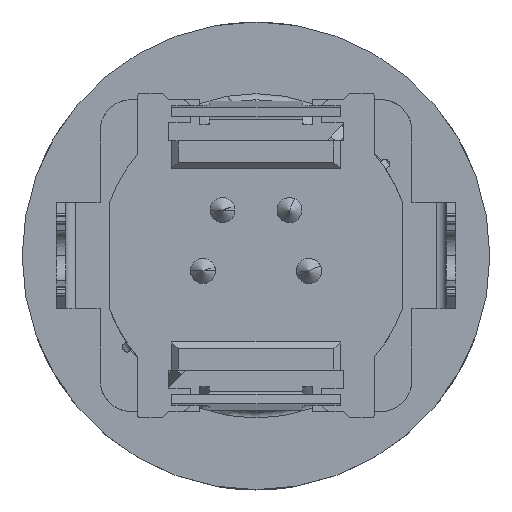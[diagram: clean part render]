
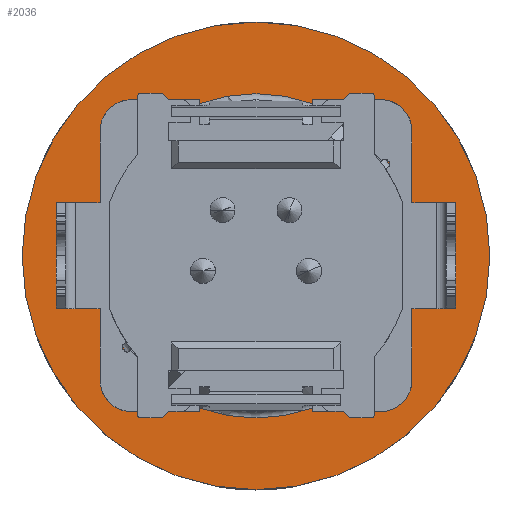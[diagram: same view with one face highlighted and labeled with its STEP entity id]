
A CAD part, top view. The second image highlights one B-rep face of the part: STEP entity #2036.
In plain terms, the highlighted planar face has unit normal (0, 0, 1).
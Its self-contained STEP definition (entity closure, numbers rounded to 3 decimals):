
#1804=AXIS2_PLACEMENT_3D('Circle Axis2P3D',#1802,#1803,$) ;
#1813=AXIS2_PLACEMENT_3D('Circle Axis2P3D',#1811,#1812,$) ;
#1884=AXIS2_PLACEMENT_3D('Circle Axis2P3D',#1882,#1883,$) ;
#1891=AXIS2_PLACEMENT_3D('Circle Axis2P3D',#1889,#1890,$) ;
#2010=AXIS2_PLACEMENT_3D('Plane Axis2P3D',#2007,#2008,#2009) ;
#2014=AXIS2_PLACEMENT_3D('Circle Axis2P3D',#2012,#2013,$) ;
#2023=AXIS2_PLACEMENT_3D('Circle Axis2P3D',#2021,#2022,$) ;
#1802=CARTESIAN_POINT('Axis2P3D Location',(7.5,7.5,9.)) ;
#1806=CARTESIAN_POINT('Vertex',(7.5,2.3,9.)) ;
#1808=CARTESIAN_POINT('Vertex',(2.3,7.5,9.)) ;
#1811=CARTESIAN_POINT('Axis2P3D Location',(7.5,7.5,9.)) ;
#1815=CARTESIAN_POINT('Vertex',(12.7,7.5,9.)) ;
#1882=CARTESIAN_POINT('Axis2P3D Location',(7.5,7.5,9.)) ;
#1886=CARTESIAN_POINT('Vertex',(7.5,12.7,9.)) ;
#1889=CARTESIAN_POINT('Axis2P3D Location',(7.5,7.5,9.)) ;
#2007=CARTESIAN_POINT('Axis2P3D Location',(7.5,1.15,9.)) ;
#2012=CARTESIAN_POINT('Axis2P3D Location',(7.5,7.5,9.)) ;
#2016=CARTESIAN_POINT('Vertex',(15.,7.5,9.)) ;
#2018=CARTESIAN_POINT('Vertex',(0.,7.5,9.)) ;
#2021=CARTESIAN_POINT('Axis2P3D Location',(7.5,7.5,9.)) ;
#1803=DIRECTION('Axis2P3D Direction',(0.,0.,-1.)) ;
#1812=DIRECTION('Axis2P3D Direction',(0.,0.,-1.)) ;
#1883=DIRECTION('Axis2P3D Direction',(0.,0.,-1.)) ;
#1890=DIRECTION('Axis2P3D Direction',(0.,0.,-1.)) ;
#2008=DIRECTION('Axis2P3D Direction',(0.,0.,1.)) ;
#2009=DIRECTION('Axis2P3D XDirection',(1.,0.,0.)) ;
#2013=DIRECTION('Axis2P3D Direction',(0.,0.,1.)) ;
#2022=DIRECTION('Axis2P3D Direction',(0.,0.,1.)) ;
#2027=ORIENTED_EDGE('',*,*,#2020,.T.) ;
#2028=ORIENTED_EDGE('',*,*,#2025,.T.) ;
#2031=ORIENTED_EDGE('',*,*,#1810,.T.) ;
#2032=ORIENTED_EDGE('',*,*,#1893,.T.) ;
#2033=ORIENTED_EDGE('',*,*,#1888,.T.) ;
#2034=ORIENTED_EDGE('',*,*,#1817,.T.) ;
#2035=FACE_BOUND('',#2030,.T.) ;
#2036=ADVANCED_FACE('V1',(#2029,#2035),#2011,.T.) ;
#1805=CIRCLE('generated circle',#1804,5.2) ;
#1814=CIRCLE('generated circle',#1813,5.2) ;
#1885=CIRCLE('generated circle',#1884,5.2) ;
#1892=CIRCLE('generated circle',#1891,5.2) ;
#2015=CIRCLE('generated circle',#2014,7.5) ;
#2024=CIRCLE('generated circle',#2023,7.5) ;
#1810=EDGE_CURVE('',#1807,#1809,#1805,.T.) ;
#1817=EDGE_CURVE('',#1816,#1807,#1814,.T.) ;
#1888=EDGE_CURVE('',#1887,#1816,#1885,.T.) ;
#1893=EDGE_CURVE('',#1809,#1887,#1892,.T.) ;
#2020=EDGE_CURVE('',#2017,#2019,#2015,.T.) ;
#2025=EDGE_CURVE('',#2019,#2017,#2024,.T.) ;
#2026=EDGE_LOOP('',(#2027,#2028)) ;
#2030=EDGE_LOOP('',(#2031,#2032,#2033,#2034)) ;
#2029=FACE_OUTER_BOUND('',#2026,.T.) ;
#2011=PLANE('',#2010) ;
#1807=VERTEX_POINT('',#1806) ;
#1809=VERTEX_POINT('',#1808) ;
#1816=VERTEX_POINT('',#1815) ;
#1887=VERTEX_POINT('',#1886) ;
#2017=VERTEX_POINT('',#2016) ;
#2019=VERTEX_POINT('',#2018) ;
